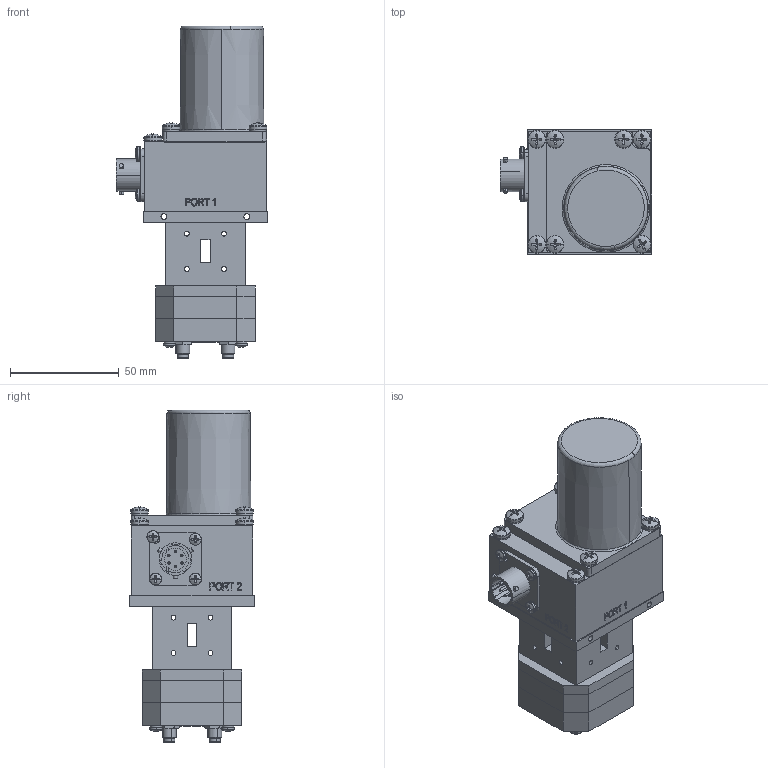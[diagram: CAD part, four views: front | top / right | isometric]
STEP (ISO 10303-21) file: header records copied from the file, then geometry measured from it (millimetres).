
FILE_DESCRIPTION (( 'STEP AP203' ), '1' );
FILE_NAME ('KSAPS.STEP', '2014-09-02T17:56:46', ( '' ), ( '' ), 'SwSTEP 2.0', 'SolidWorks 2014', '' );
FILE_SCHEMA (( 'CONFIG_CONTROL_DESIGN' ));
Length unit declared in the file: inch
Products named in the file (1): KSAPS
Bounding box: 69.44 x 57.15 x 152.48 mm (x, y, z)
Surface area: 45753.4 mm2 (no closed solid volume)
Topology: 0 solids, 117 shells, 874 faces, 3774 edges, 2984 vertices
Faces by surface type: plane 508, cylinder 172, bspline 80, torus 42, cone 42, sphere 30
Entity records: 51803 total; most frequent: CARTESIAN_POINT 22786, DIRECTION 5369, ORIENTED_EDGE 5281, EDGE_CURVE 3774, VERTEX_POINT 2984, LINE 2085, VECTOR 2085, AXIS2_PLACEMENT_3D 1642
